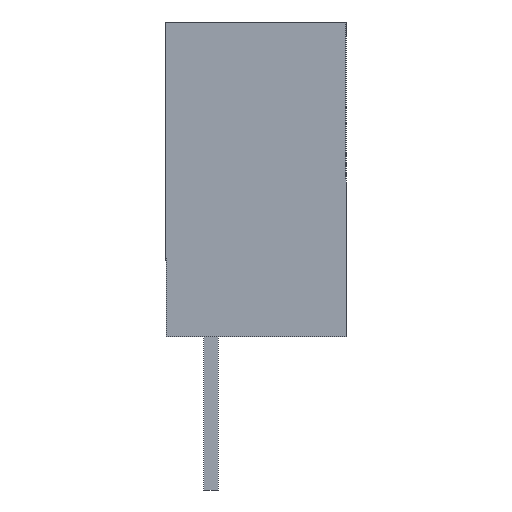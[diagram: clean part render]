
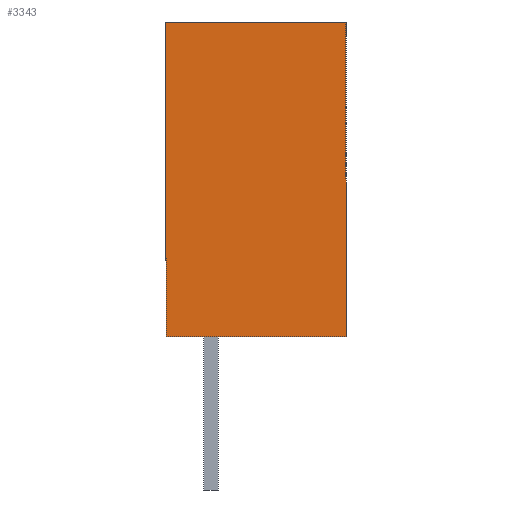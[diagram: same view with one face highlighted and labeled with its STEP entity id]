
A CAD part, left-side view. The second image highlights one B-rep face of the part: STEP entity #3343.
In plain terms, the highlighted planar face has unit normal (-1, 0, 0).
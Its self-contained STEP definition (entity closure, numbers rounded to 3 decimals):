
#582 = VERTEX_POINT('',#583);
#583 = CARTESIAN_POINT('',(-18.034,8.89,2.54));
#589 = EDGE_CURVE('',#582,#590,#592,.T.);
#590 = VERTEX_POINT('',#591);
#591 = CARTESIAN_POINT('',(-18.034,0.,2.54));
#592 = LINE('',#593,#594);
#593 = CARTESIAN_POINT('',(-18.034,8.89,2.54));
#594 = VECTOR('',#595,1.);
#595 = DIRECTION('',(0.,-1.,0.));
#630 = VERTEX_POINT('',#631);
#631 = CARTESIAN_POINT('',(-18.034,0.,-2.54));
#637 = EDGE_CURVE('',#638,#630,#640,.T.);
#638 = VERTEX_POINT('',#639);
#639 = CARTESIAN_POINT('',(-18.034,8.89,-2.54));
#640 = LINE('',#641,#642);
#641 = CARTESIAN_POINT('',(-18.034,8.89,-2.54));
#642 = VECTOR('',#643,1.);
#643 = DIRECTION('',(0.,-1.,0.));
#754 = EDGE_CURVE('',#630,#590,#755,.T.);
#755 = LINE('',#756,#757);
#756 = CARTESIAN_POINT('',(-18.034,0.,-2.54));
#757 = VECTOR('',#758,1.);
#758 = DIRECTION('',(0.,0.,1.));
#2833 = EDGE_CURVE('',#638,#582,#2834,.T.);
#2834 = LINE('',#2835,#2836);
#2835 = CARTESIAN_POINT('',(-18.034,8.89,-2.54));
#2836 = VECTOR('',#2837,1.);
#2837 = DIRECTION('',(0.,0.,1.));
#3343 = ADVANCED_FACE('',(#3344),#3350,.F.);
#3344 = FACE_BOUND('',#3345,.T.);
#3345 = EDGE_LOOP('',(#3346,#3347,#3348,#3349));
#3346 = ORIENTED_EDGE('',*,*,#754,.T.);
#3347 = ORIENTED_EDGE('',*,*,#589,.F.);
#3348 = ORIENTED_EDGE('',*,*,#2833,.F.);
#3349 = ORIENTED_EDGE('',*,*,#637,.T.);
#3350 = PLANE('',#3351);
#3351 = AXIS2_PLACEMENT_3D('',#3352,#3353,#3354);
#3352 = CARTESIAN_POINT('',(-18.034,8.89,-2.54));
#3353 = DIRECTION('',(1.,0.,0.));
#3354 = DIRECTION('',(0.,0.,-1.));
